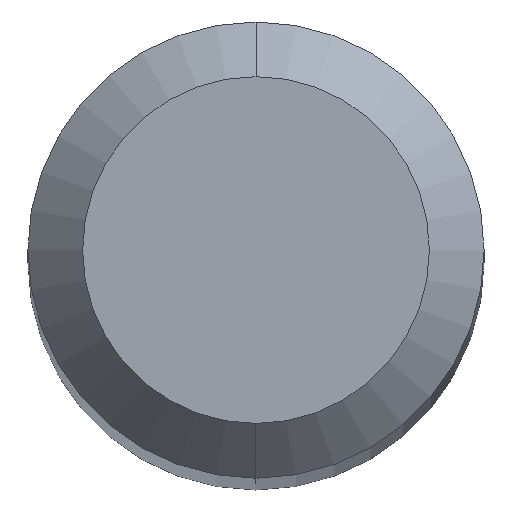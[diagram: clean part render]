
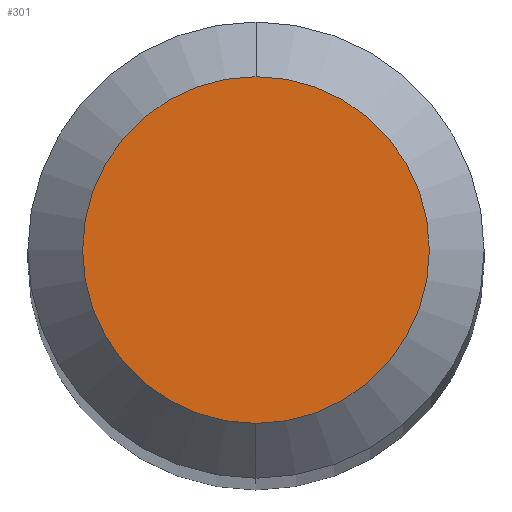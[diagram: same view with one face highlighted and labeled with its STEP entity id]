
A CAD part, top view. The second image highlights one B-rep face of the part: STEP entity #301.
In plain terms, the highlighted planar face has unit normal (0, 0, 1).
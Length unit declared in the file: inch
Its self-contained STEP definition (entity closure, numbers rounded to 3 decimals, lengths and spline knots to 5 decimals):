
#81 = PLANE ( 'NONE',  #399 ) ;
#152 = VERTEX_POINT ( 'NONE', #337 ) ;
#164 = VERTEX_POINT ( 'NONE', #552 ) ;
#205 = CIRCLE ( 'NONE', #264, 0.0475 ) ;
#231 = EDGE_CURVE ( 'NONE', #152, #164, #472, .T. ) ;
#241 = DIRECTION ( 'NONE',  ( 0., 0., 1. ) ) ;
#249 = DIRECTION ( 'NONE',  ( 0., -1., 0. ) ) ;
#259 = EDGE_LOOP ( 'NONE', ( #334, #392 ) ) ;
#264 = AXIS2_PLACEMENT_3D ( 'NONE', #340, #241, #519 ) ;
#265 = EDGE_CURVE ( 'NONE', #164, #152, #205, .T. ) ;
#295 = DIRECTION ( 'NONE',  ( 0., 0., 1. ) ) ;
#301 = ADVANCED_FACE ( 'NONE', ( #522 ), #81, .F. ) ;
#317 = AXIS2_PLACEMENT_3D ( 'NONE', #327, #295, #249 ) ;
#327 = CARTESIAN_POINT ( 'NONE',  ( 0., 0., 0. ) ) ;
#334 = ORIENTED_EDGE ( 'NONE', *, *, #231, .T. ) ;
#337 = CARTESIAN_POINT ( 'NONE',  ( 0., 0.0475, 0. ) ) ;
#340 = CARTESIAN_POINT ( 'NONE',  ( 0., 0., 0. ) ) ;
#350 = CARTESIAN_POINT ( 'NONE',  ( 0., 0.0475, 0. ) ) ;
#392 = ORIENTED_EDGE ( 'NONE', *, *, #265, .T. ) ;
#399 = AXIS2_PLACEMENT_3D ( 'NONE', #350, #525, #531 ) ;
#472 = CIRCLE ( 'NONE', #317, 0.0475 ) ;
#519 = DIRECTION ( 'NONE',  ( 0., -1., 0. ) ) ;
#522 = FACE_OUTER_BOUND ( 'NONE', #259, .T. ) ;
#525 = DIRECTION ( 'NONE',  ( 0., 0., -1. ) ) ;
#531 = DIRECTION ( 'NONE',  ( 0., 1., 0. ) ) ;
#552 = CARTESIAN_POINT ( 'NONE',  ( 0., -0.0475, 0. ) ) ;
